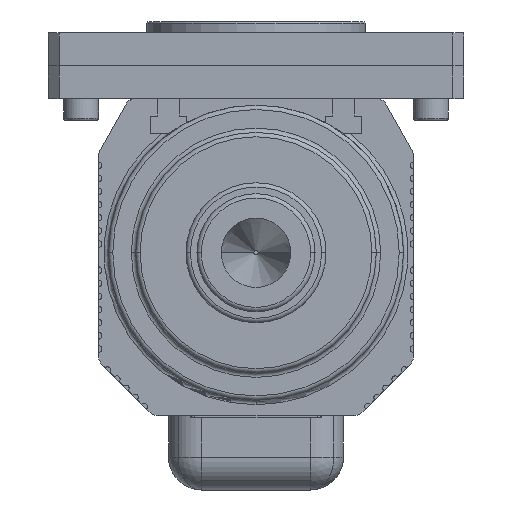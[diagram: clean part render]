
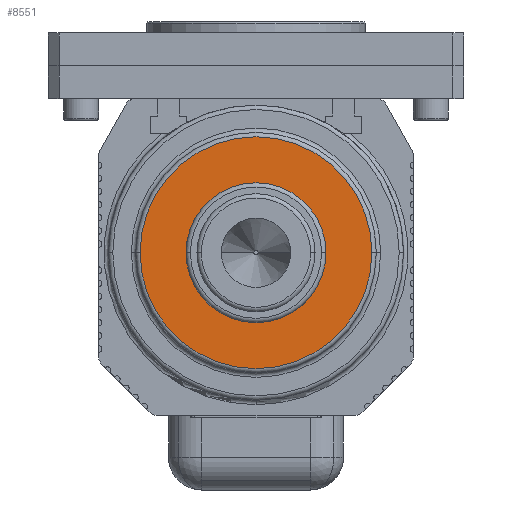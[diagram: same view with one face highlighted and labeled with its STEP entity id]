
A CAD part, front view. The second image highlights one B-rep face of the part: STEP entity #8551.
In plain terms, the highlighted face is planar.
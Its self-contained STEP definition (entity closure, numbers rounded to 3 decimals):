
#982 = VERTEX_POINT ( 'NONE', #23655 ) ;
#1129 = AXIS2_PLACEMENT_3D ( 'NONE', #10769, #23175, #17728 ) ;
#1136 = AXIS2_PLACEMENT_3D ( 'NONE', #5551, #19898, #1530 ) ;
#1530 = DIRECTION ( 'NONE',  ( 1., 0., 0. ) ) ;
#2824 = CARTESIAN_POINT ( 'NONE',  ( 0., -2., -301. ) ) ;
#3255 = EDGE_CURVE ( 'NONE', #15093, #25640, #9504, .T. ) ;
#4148 = DIRECTION ( 'NONE',  ( -1., 0., 0. ) ) ;
#4300 = CIRCLE ( 'NONE', #18186, 32. ) ;
#4595 = EDGE_CURVE ( 'NONE', #25640, #15093, #26200, .T. ) ;
#5343 = EDGE_CURVE ( 'NONE', #16838, #982, #4300, .T. ) ;
#5551 = CARTESIAN_POINT ( 'NONE',  ( 0., -2., -301. ) ) ;
#6812 = DIRECTION ( 'NONE',  ( -1., 0., 0. ) ) ;
#8111 = DIRECTION ( 'NONE',  ( 0., 0., 1. ) ) ;
#8551 = ADVANCED_FACE ( 'NONE', ( #25468, #15795 ), #10854, .T. ) ;
#9447 = CARTESIAN_POINT ( 'NONE',  ( -53., -2., -301. ) ) ;
#9504 = CIRCLE ( 'NONE', #1136, 53. ) ;
#9715 = ORIENTED_EDGE ( 'NONE', *, *, #4595, .F. ) ;
#10200 = DIRECTION ( 'NONE',  ( 1., 0., 0. ) ) ;
#10366 = AXIS2_PLACEMENT_3D ( 'NONE', #12287, #22730, #4148 ) ;
#10769 = CARTESIAN_POINT ( 'NONE',  ( 0., -2., -301. ) ) ;
#10854 = PLANE ( 'NONE',  #1129 ) ;
#12194 = CARTESIAN_POINT ( 'NONE',  ( 0., -2., -301. ) ) ;
#12287 = CARTESIAN_POINT ( 'NONE',  ( 0., -2., -301. ) ) ;
#12321 = AXIS2_PLACEMENT_3D ( 'NONE', #12194, #8111, #10200 ) ;
#13183 = ORIENTED_EDGE ( 'NONE', *, *, #3255, .F. ) ;
#15093 = VERTEX_POINT ( 'NONE', #17517 ) ;
#15795 = FACE_BOUND ( 'NONE', #18470, .T. ) ;
#15900 = ORIENTED_EDGE ( 'NONE', *, *, #5343, .T. ) ;
#16178 = ORIENTED_EDGE ( 'NONE', *, *, #18018, .T. ) ;
#16838 = VERTEX_POINT ( 'NONE', #17734 ) ;
#17517 = CARTESIAN_POINT ( 'NONE',  ( 53., -2., -301. ) ) ;
#17728 = DIRECTION ( 'NONE',  ( 0., -1., 0. ) ) ;
#17734 = CARTESIAN_POINT ( 'NONE',  ( 32., -2., -301. ) ) ;
#18018 = EDGE_CURVE ( 'NONE', #982, #16838, #23765, .T. ) ;
#18186 = AXIS2_PLACEMENT_3D ( 'NONE', #2824, #19120, #6812 ) ;
#18470 = EDGE_LOOP ( 'NONE', ( #16178, #15900 ) ) ;
#19120 = DIRECTION ( 'NONE',  ( 0., 0., 1. ) ) ;
#19898 = DIRECTION ( 'NONE',  ( 0., 0., 1. ) ) ;
#22730 = DIRECTION ( 'NONE',  ( 0., 0., 1. ) ) ;
#23175 = DIRECTION ( 'NONE',  ( 0., 0., -1. ) ) ;
#23655 = CARTESIAN_POINT ( 'NONE',  ( -32., -2., -301. ) ) ;
#23765 = CIRCLE ( 'NONE', #10366, 32. ) ;
#24085 = EDGE_LOOP ( 'NONE', ( #9715, #13183 ) ) ;
#25468 = FACE_OUTER_BOUND ( 'NONE', #24085, .T. ) ;
#25640 = VERTEX_POINT ( 'NONE', #9447 ) ;
#26200 = CIRCLE ( 'NONE', #12321, 53. ) ;
